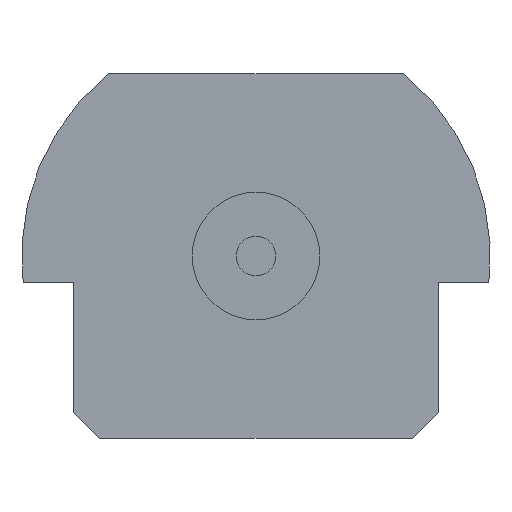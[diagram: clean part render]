
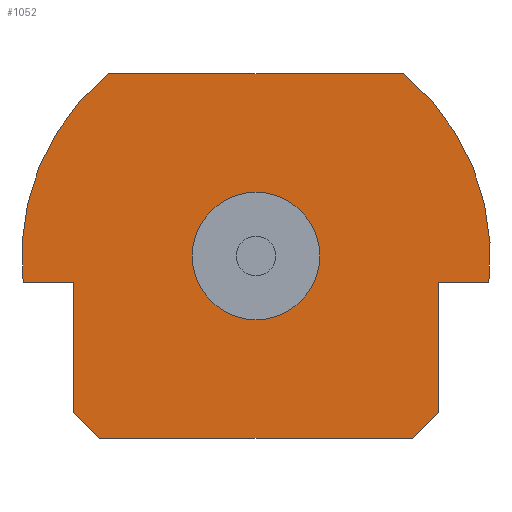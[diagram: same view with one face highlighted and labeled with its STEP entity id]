
A CAD part, left-side view. The second image highlights one B-rep face of the part: STEP entity #1052.
In plain terms, the highlighted planar face has unit normal (-1, 0, 0).
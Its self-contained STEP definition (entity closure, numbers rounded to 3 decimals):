
#46=LINE('',#2176,#80);
#50=LINE('',#2186,#84);
#53=LINE('',#2194,#87);
#55=LINE('',#2198,#89);
#57=LINE('',#2202,#91);
#59=LINE('',#2206,#93);
#61=LINE('',#2210,#95);
#63=LINE('',#2214,#97);
#80=VECTOR('',#1248,1000.);
#84=VECTOR('',#1258,1000.);
#87=VECTOR('',#1267,1000.);
#89=VECTOR('',#1271,1000.);
#91=VECTOR('',#1275,1000.);
#93=VECTOR('',#1279,1000.);
#95=VECTOR('',#1283,1000.);
#97=VECTOR('',#1287,1000.);
#117=PLANE('',#1124);
#147=CIRCLE('',#1114,4.5);
#148=CIRCLE('',#1117,4.5);
#149=CIRCLE('',#1125,1.225);
#283=ORIENTED_EDGE('',*,*,#431,.F.);
#284=ORIENTED_EDGE('',*,*,#430,.T.);
#285=ORIENTED_EDGE('',*,*,#428,.T.);
#286=ORIENTED_EDGE('',*,*,#426,.T.);
#287=ORIENTED_EDGE('',*,*,#424,.T.);
#288=ORIENTED_EDGE('',*,*,#422,.T.);
#289=ORIENTED_EDGE('',*,*,#420,.T.);
#290=ORIENTED_EDGE('',*,*,#418,.T.);
#291=ORIENTED_EDGE('',*,*,#416,.T.);
#292=ORIENTED_EDGE('',*,*,#414,.T.);
#293=ORIENTED_EDGE('',*,*,#411,.T.);
#411=EDGE_CURVE('',#500,#501,#46,.T.);
#414=EDGE_CURVE('',#502,#500,#147,.T.);
#416=EDGE_CURVE('',#503,#502,#50,.T.);
#418=EDGE_CURVE('',#504,#503,#148,.T.);
#420=EDGE_CURVE('',#505,#504,#53,.T.);
#422=EDGE_CURVE('',#506,#505,#55,.T.);
#424=EDGE_CURVE('',#507,#506,#57,.F.);
#426=EDGE_CURVE('',#508,#507,#59,.T.);
#428=EDGE_CURVE('',#509,#508,#61,.F.);
#430=EDGE_CURVE('',#501,#509,#63,.T.);
#431=EDGE_CURVE('',#510,#510,#149,.T.);
#500=VERTEX_POINT('',#2177);
#501=VERTEX_POINT('',#2178);
#502=VERTEX_POINT('',#2183);
#503=VERTEX_POINT('',#2187);
#504=VERTEX_POINT('',#2191);
#505=VERTEX_POINT('',#2195);
#506=VERTEX_POINT('',#2199);
#507=VERTEX_POINT('',#2203);
#508=VERTEX_POINT('',#2207);
#509=VERTEX_POINT('',#2211);
#510=VERTEX_POINT('',#2217);
#573=EDGE_LOOP('',(#283));
#574=EDGE_LOOP('',(#284,#285,#286,#287,#288,#289,#290,#291,#292,#293));
#643=FACE_BOUND('',#573,.T.);
#644=FACE_BOUND('',#574,.T.);
#1052=ADVANCED_FACE('',(#643,#644),#117,.T.);
#1114=AXIS2_PLACEMENT_3D('',#2182,#1253,#1254);
#1117=AXIS2_PLACEMENT_3D('',#2190,#1262,#1263);
#1124=AXIS2_PLACEMENT_3D('',#2215,#1288,#1289);
#1125=AXIS2_PLACEMENT_3D('',#2216,#1290,#1291);
#1248=DIRECTION('',(0.,-1.,0.));
#1253=DIRECTION('',(-1.,0.,0.));
#1254=DIRECTION('',(0.,-1.,0.));
#1258=DIRECTION('',(0.,1.,0.));
#1262=DIRECTION('',(-1.,0.,0.));
#1263=DIRECTION('',(0.,1.,0.));
#1267=DIRECTION('',(0.,-1.,0.));
#1271=DIRECTION('',(0.,0.,1.));
#1275=DIRECTION('',(0.,0.707,-0.707));
#1279=DIRECTION('',(0.,-1.,0.));
#1283=DIRECTION('',(0.,0.707,0.707));
#1287=DIRECTION('',(0.,0.,-1.));
#1288=DIRECTION('',(-1.,0.,0.));
#1289=DIRECTION('',(0.,-1.,0.));
#1290=DIRECTION('',(-1.,0.,0.));
#1291=DIRECTION('',(0.,1.,0.));
#2176=CARTESIAN_POINT('',(-6.5,4.472,3.));
#2177=CARTESIAN_POINT('',(-6.5,4.472,3.));
#2178=CARTESIAN_POINT('',(-6.5,3.5,3.));
#2182=CARTESIAN_POINT('',(-6.5,0.,3.5));
#2183=CARTESIAN_POINT('',(-6.5,2.828,7.));
#2186=CARTESIAN_POINT('',(-6.5,-2.828,7.));
#2187=CARTESIAN_POINT('',(-6.5,-2.828,7.));
#2190=CARTESIAN_POINT('',(-6.5,0.,3.5));
#2191=CARTESIAN_POINT('',(-6.5,-4.472,3.));
#2194=CARTESIAN_POINT('',(-6.5,-3.5,3.));
#2195=CARTESIAN_POINT('',(-6.5,-3.5,3.));
#2198=CARTESIAN_POINT('',(-6.5,-3.5,0.));
#2199=CARTESIAN_POINT('',(-6.5,-3.5,0.5));
#2202=CARTESIAN_POINT('',(-6.5,-3.25,0.25));
#2203=CARTESIAN_POINT('',(-6.5,-3.,0.));
#2206=CARTESIAN_POINT('',(-6.5,3.5,0.));
#2207=CARTESIAN_POINT('',(-6.5,3.,0.));
#2210=CARTESIAN_POINT('',(-6.5,3.25,0.25));
#2211=CARTESIAN_POINT('',(-6.5,3.5,0.5));
#2214=CARTESIAN_POINT('',(-6.5,3.5,3.));
#2215=CARTESIAN_POINT('',(-6.5,0.,3.5));
#2216=CARTESIAN_POINT('',(-6.5,0.,3.5));
#2217=CARTESIAN_POINT('',(-6.5,1.225,3.5));
